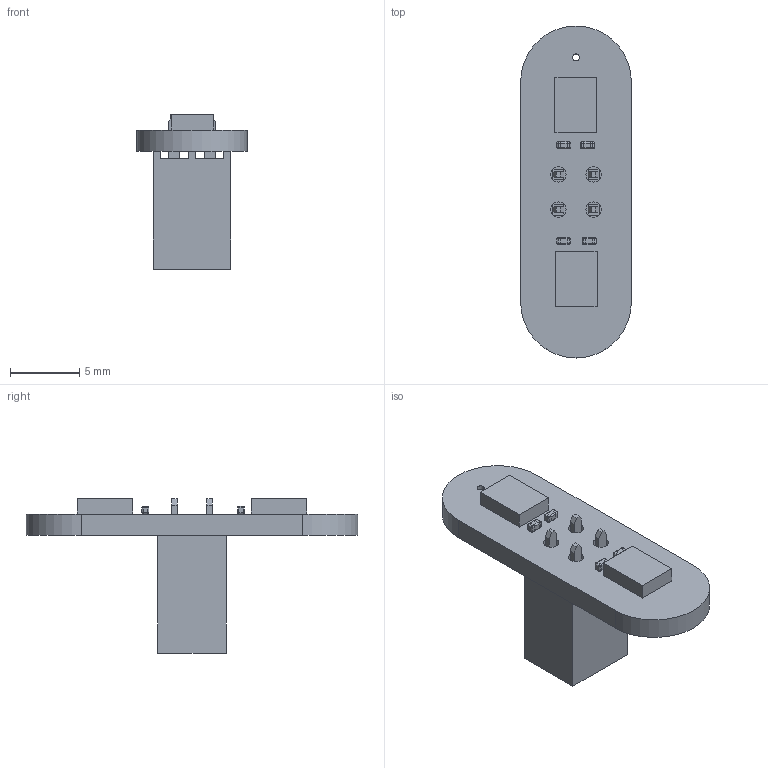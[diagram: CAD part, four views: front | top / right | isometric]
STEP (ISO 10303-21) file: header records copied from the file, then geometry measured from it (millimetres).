
FILE_DESCRIPTION(('Open CASCADE Model'),'2;1');
FILE_NAME('Open CASCADE Shape Model','2017-08-10T13:15:14',('Author'),( 'Open CASCADE'),'Open CASCADE STEP processor 6.8','Open CASCADE 6.8' ,'Unknown');
FILE_SCHEMA(('AUTOMOTIVE_DESIGN { 1 0 10303 214 1 1 1 1 }'));
Length unit declared in the file: millimetre
Products named in the file (15): PCB; Board; X201; SSW-102-01-T-D; _SSW-102-01-T-D_terminal; _SSW-102-01-T-D_pin; U203; 784492000; Extruded; U201; C203; CAPC1005X55; C202; C201; C200
Assembly tree (18 placements, depth 4):
  PCB
    Board
    X201
      SSW-102-01-T-D
        _SSW-102-01-T-D_terminal
        _SSW-102-01-T-D_pin
    U203
      784492000
        Extruded
    U201
      784492000
        Extruded
    C203
      CAPC1005X55
    C202
      CAPC1005X55
    C201
      CAPC1005X55
    C200
      CAPC1005X55
Bounding box: 8 x 24 x 11.16 mm (x, y, z)
Volume: 509 mm3; surface area: 950.7 mm2
Topology: 17 solids, 17 shells, 271 faces, 635 edges, 370 vertices
Faces by surface type: plane 152, cylinder 87, sphere 32
Full cylindrical faces by diameter (mm): 0.5 x1, 1.1 x4
Entity records: 4757 total; most frequent: DIRECTION 649, CARTESIAN_POINT 643, ORIENTED_EDGE 606, EDGE_CURVE 303, LINE 249, VECTOR 249, AXIS2_PLACEMENT_3D 200, VERTEX_POINT 194
